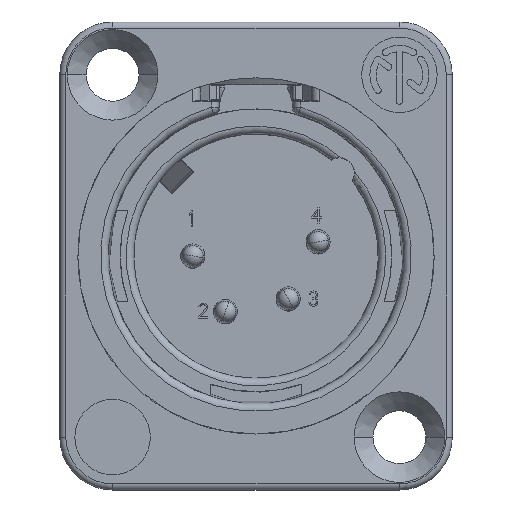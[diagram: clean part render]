
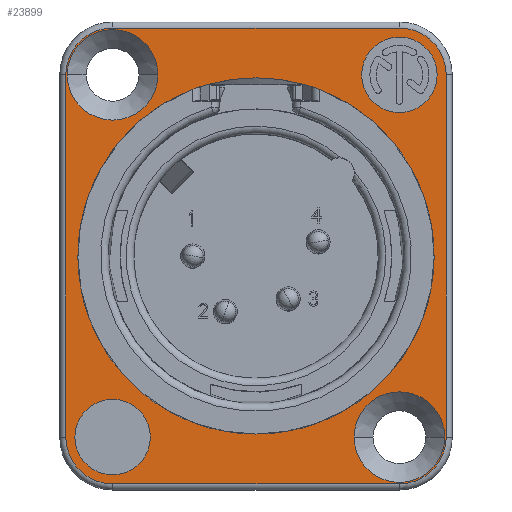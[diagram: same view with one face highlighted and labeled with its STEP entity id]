
A CAD part, top view. The second image highlights one B-rep face of the part: STEP entity #23899.
In plain terms, the highlighted planar face has unit normal (0, 0, 1).
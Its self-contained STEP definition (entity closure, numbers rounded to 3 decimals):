
#2498=CARTESIAN_POINT('',(-9.5,-12.,2.));
#2499=DIRECTION('',(0.,0.,1.));
#2500=DIRECTION('',(-1.,0.,0.));
#2501=AXIS2_PLACEMENT_3D('',#2498,#2499,#2500);
#2522=CARTESIAN_POINT('',(0.,0.,2.));
#2523=DIRECTION('',(0.,0.,1.));
#2524=DIRECTION('',(0.261,0.965,0.));
#2525=AXIS2_PLACEMENT_3D('',#2522,#2523,#2524);
#2530=CARTESIAN_POINT('',(9.5,-12.,2.));
#2531=DIRECTION('',(0.,0.,1.));
#2532=DIRECTION('',(-1.,0.,0.));
#2533=AXIS2_PLACEMENT_3D('',#2530,#2531,#2532);
#2538=CARTESIAN_POINT('',(9.5,-12.,2.));
#2539=DIRECTION('',(0.,0.,1.));
#2540=DIRECTION('',(1.,0.,0.));
#2541=AXIS2_PLACEMENT_3D('',#2538,#2539,#2540);
#2546=CARTESIAN_POINT('',(-9.5,12.,2.));
#2547=DIRECTION('',(0.,0.,1.));
#2548=DIRECTION('',(-1.,0.,0.));
#2549=AXIS2_PLACEMENT_3D('',#2546,#2547,#2548);
#2554=CARTESIAN_POINT('',(-9.5,12.,2.));
#2555=DIRECTION('',(0.,0.,1.));
#2556=DIRECTION('',(1.,0.,0.));
#2557=AXIS2_PLACEMENT_3D('',#2554,#2555,#2556);
#2562=CARTESIAN_POINT('',(9.5,12.,2.));
#2563=DIRECTION('',(0.,0.,1.));
#2564=DIRECTION('',(1.,0.,0.));
#2565=AXIS2_PLACEMENT_3D('',#2562,#2563,#2564);
#2570=CARTESIAN_POINT('',(9.5,12.,2.));
#2571=DIRECTION('',(0.,0.,1.));
#2572=DIRECTION('',(-1.,0.,0.));
#2573=AXIS2_PLACEMENT_3D('',#2570,#2571,#2572);
#2578=CARTESIAN_POINT('',(-9.5,-12.,2.));
#2579=DIRECTION('',(0.,0.,1.));
#2580=DIRECTION('',(1.,0.,0.));
#2581=AXIS2_PLACEMENT_3D('',#2578,#2579,#2580);
#2586=CARTESIAN_POINT('',(-9.5,-12.,2.));
#2587=DIRECTION('',(0.,0.,1.));
#2588=DIRECTION('',(-1.,0.,0.));
#2589=AXIS2_PLACEMENT_3D('',#2586,#2587,#2588);
#11458=CARTESIAN_POINT('',(3.078,11.391,2.));
#11463=CARTESIAN_POINT('',(0.,0.,2.));
#11464=DIRECTION('',(0.,0.,-1.));
#11465=DIRECTION('',(0.261,0.965,0.));
#11466=AXIS2_PLACEMENT_3D('',#11463,#11464,#11465);
#11501=CARTESIAN_POINT('',(-3.078,11.391,2.));
#15457=DIRECTION('',(0.,-1.,0.));
#15458=VECTOR('',#15457,24.);
#15459=CARTESIAN_POINT('',(-12.6,12.,2.));
#15460=LINE('',#15459,#15458);
#15493=CARTESIAN_POINT('',(-9.5,12.,2.));
#15494=DIRECTION('',(0.,0.,1.));
#15495=DIRECTION('',(0.,1.,0.));
#15496=AXIS2_PLACEMENT_3D('',#15493,#15494,#15495);
#15517=DIRECTION('',(-1.,0.,0.));
#15518=VECTOR('',#15517,19.);
#15519=CARTESIAN_POINT('',(9.5,15.1,2.));
#15520=LINE('',#15519,#15518);
#15553=CARTESIAN_POINT('',(9.5,12.,2.));
#15554=DIRECTION('',(0.,0.,1.));
#15555=DIRECTION('',(1.,0.,0.));
#15556=AXIS2_PLACEMENT_3D('',#15553,#15554,#15555);
#15577=DIRECTION('',(0.,1.,0.));
#15578=VECTOR('',#15577,24.);
#15579=CARTESIAN_POINT('',(12.6,-12.,2.));
#15580=LINE('',#15579,#15578);
#15613=CARTESIAN_POINT('',(9.5,-12.,2.));
#15614=DIRECTION('',(0.,0.,1.));
#15615=DIRECTION('',(0.,-1.,0.));
#15616=AXIS2_PLACEMENT_3D('',#15613,#15614,#15615);
#15637=DIRECTION('',(1.,0.,0.));
#15638=VECTOR('',#15637,19.);
#15639=CARTESIAN_POINT('',(-9.5,-15.1,2.));
#15640=LINE('',#15639,#15638);
#19827=VERTEX_POINT('',#11458);
#19831=VERTEX_POINT('',#11501);
#19844=CARTESIAN_POINT('',(6.5,-12.,2.));
#19845=CARTESIAN_POINT('',(12.5,-12.,2.));
#19846=VERTEX_POINT('',#19844);
#19847=VERTEX_POINT('',#19845);
#19860=CARTESIAN_POINT('',(-12.5,12.,2.));
#19861=CARTESIAN_POINT('',(-6.5,12.,2.));
#19862=VERTEX_POINT('',#19860);
#19863=VERTEX_POINT('',#19861);
#19872=CARTESIAN_POINT('',(12.,12.,2.));
#19873=CARTESIAN_POINT('',(7.,12.,2.));
#19874=VERTEX_POINT('',#19872);
#19875=VERTEX_POINT('',#19873);
#19876=CARTESIAN_POINT('',(-7.,-12.,2.));
#19877=CARTESIAN_POINT('',(-12.,-12.,2.));
#19878=VERTEX_POINT('',#19876);
#19879=VERTEX_POINT('',#19877);
#21192=CARTESIAN_POINT('',(-12.6,12.,2.));
#21193=CARTESIAN_POINT('',(-12.6,-12.,2.));
#21194=VERTEX_POINT('',#21192);
#21195=VERTEX_POINT('',#21193);
#21200=CARTESIAN_POINT('',(-9.5,-15.1,2.));
#21201=VERTEX_POINT('',#21200);
#21204=CARTESIAN_POINT('',(9.5,-15.1,2.));
#21205=VERTEX_POINT('',#21204);
#21208=CARTESIAN_POINT('',(12.6,-12.,2.));
#21209=VERTEX_POINT('',#21208);
#21212=CARTESIAN_POINT('',(12.6,12.,2.));
#21213=VERTEX_POINT('',#21212);
#21216=CARTESIAN_POINT('',(9.5,15.1,2.));
#21217=VERTEX_POINT('',#21216);
#21220=CARTESIAN_POINT('',(-9.5,15.1,2.));
#21221=VERTEX_POINT('',#21220);
#23847=CARTESIAN_POINT('',(0.,0.,2.));
#23848=DIRECTION('',(0.,0.,1.));
#23849=DIRECTION('',(1.,0.,0.));
#23850=AXIS2_PLACEMENT_3D('',#23847,#23848,#23849);
#23851=PLANE('',#23850);
#23853=ORIENTED_EDGE('',*,*,#23852,.F.);
#23855=ORIENTED_EDGE('',*,*,#23854,.F.);
#23857=ORIENTED_EDGE('',*,*,#23856,.F.);
#23859=ORIENTED_EDGE('',*,*,#23858,.F.);
#23861=ORIENTED_EDGE('',*,*,#23860,.F.);
#23863=ORIENTED_EDGE('',*,*,#23862,.F.);
#23865=ORIENTED_EDGE('',*,*,#23864,.F.);
#23866=ORIENTED_EDGE('',*,*,#23837,.F.);
#23867=EDGE_LOOP('',(#23853,#23855,#23857,#23859,#23861,#23863,#23865,#23866));
#23868=FACE_OUTER_BOUND('',#23867,.F.);
#23870=ORIENTED_EDGE('',*,*,#23869,.T.);
#23872=ORIENTED_EDGE('',*,*,#23871,.T.);
#23873=EDGE_LOOP('',(#23870,#23872));
#23874=FACE_BOUND('',#23873,.F.);
#23876=ORIENTED_EDGE('',*,*,#23875,.T.);
#23878=ORIENTED_EDGE('',*,*,#23877,.T.);
#23879=EDGE_LOOP('',(#23876,#23878));
#23880=FACE_BOUND('',#23879,.F.);
#23882=ORIENTED_EDGE('',*,*,#23881,.T.);
#23884=ORIENTED_EDGE('',*,*,#23883,.T.);
#23885=EDGE_LOOP('',(#23882,#23884));
#23886=FACE_BOUND('',#23885,.F.);
#23888=ORIENTED_EDGE('',*,*,#23887,.T.);
#23890=ORIENTED_EDGE('',*,*,#23889,.T.);
#23891=EDGE_LOOP('',(#23888,#23890));
#23892=FACE_BOUND('',#23891,.F.);
#23894=ORIENTED_EDGE('',*,*,#23893,.T.);
#23896=ORIENTED_EDGE('',*,*,#23895,.F.);
#23897=EDGE_LOOP('',(#23894,#23896));
#23898=FACE_BOUND('',#23897,.F.);
#2502=CIRCLE('',#2501,3.1);
#2526=CIRCLE('',#2525,11.8);
#2534=CIRCLE('',#2533,3.);
#2542=CIRCLE('',#2541,3.);
#2550=CIRCLE('',#2549,3.);
#2558=CIRCLE('',#2557,3.);
#2566=CIRCLE('',#2565,2.5);
#2574=CIRCLE('',#2573,2.5);
#2582=CIRCLE('',#2581,2.5);
#2590=CIRCLE('',#2589,2.5);
#11467=CIRCLE('',#11466,11.8);
#15497=CIRCLE('',#15496,3.1);
#15557=CIRCLE('',#15556,3.1);
#15617=CIRCLE('',#15616,3.1);
#23837=EDGE_CURVE('',#21195,#21201,#2502,.T.);
#23852=EDGE_CURVE('',#21194,#21195,#15460,.T.);
#23854=EDGE_CURVE('',#21221,#21194,#15497,.T.);
#23856=EDGE_CURVE('',#21217,#21221,#15520,.T.);
#23858=EDGE_CURVE('',#21213,#21217,#15557,.T.);
#23860=EDGE_CURVE('',#21209,#21213,#15580,.T.);
#23862=EDGE_CURVE('',#21205,#21209,#15617,.T.);
#23864=EDGE_CURVE('',#21201,#21205,#15640,.T.);
#23869=EDGE_CURVE('',#19846,#19847,#2534,.T.);
#23871=EDGE_CURVE('',#19847,#19846,#2542,.T.);
#23875=EDGE_CURVE('',#19862,#19863,#2550,.T.);
#23877=EDGE_CURVE('',#19863,#19862,#2558,.T.);
#23881=EDGE_CURVE('',#19874,#19875,#2566,.T.);
#23883=EDGE_CURVE('',#19875,#19874,#2574,.T.);
#23887=EDGE_CURVE('',#19878,#19879,#2582,.T.);
#23889=EDGE_CURVE('',#19879,#19878,#2590,.T.);
#23893=EDGE_CURVE('',#19827,#19831,#2526,.T.);
#23895=EDGE_CURVE('',#19827,#19831,#11467,.T.);
#23899=ADVANCED_FACE('',(#23868,#23874,#23880,#23886,#23892,#23898),#23851,.T.);
